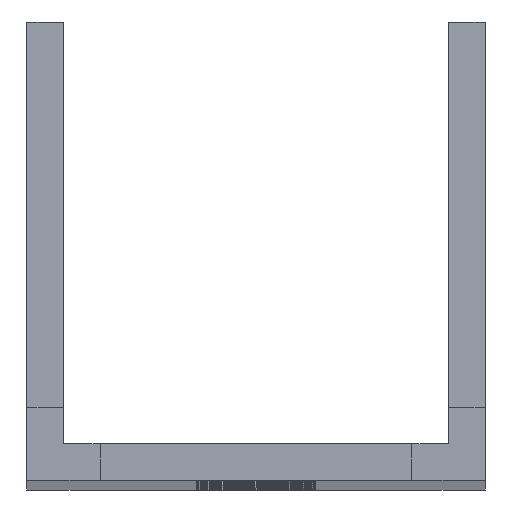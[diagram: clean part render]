
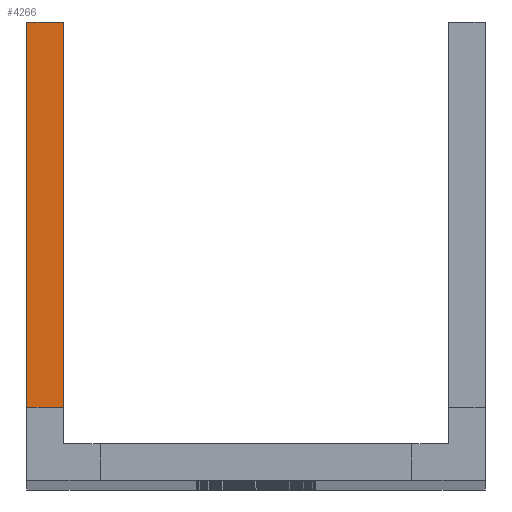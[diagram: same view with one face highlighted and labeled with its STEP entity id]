
A CAD part, top view. The second image highlights one B-rep face of the part: STEP entity #4266.
In plain terms, the highlighted planar face has unit normal (0, 0, 1).
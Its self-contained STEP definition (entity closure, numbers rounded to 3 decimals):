
#501=FACE_OUTER_BOUND('',#774,.T.);
#774=EDGE_LOOP('',(#3482,#3483,#3484,#3485));
#975=LINE('',#6318,#1383);
#1010=LINE('',#6447,#1418);
#1015=LINE('',#6456,#1423);
#1196=LINE('',#6938,#1604);
#1383=VECTOR('',#5045,10.);
#1418=VECTOR('',#5142,10.);
#1423=VECTOR('',#5149,10.);
#1604=VECTOR('',#5692,10.);
#1877=VERTEX_POINT('',#6315);
#1878=VERTEX_POINT('',#6317);
#1941=VERTEX_POINT('',#6445);
#1944=VERTEX_POINT('',#6454);
#2273=EDGE_CURVE('',#1878,#1877,#975,.T.);
#2338=EDGE_CURVE('',#1877,#1941,#1010,.T.);
#2343=EDGE_CURVE('',#1941,#1944,#1015,.T.);
#2584=EDGE_CURVE('',#1944,#1878,#1196,.T.);
#3482=ORIENTED_EDGE('',*,*,#2338,.T.);
#3483=ORIENTED_EDGE('',*,*,#2343,.T.);
#3484=ORIENTED_EDGE('',*,*,#2584,.T.);
#3485=ORIENTED_EDGE('',*,*,#2273,.T.);
#3899=PLANE('',#4667);
#4266=ADVANCED_FACE('',(#501),#3899,.T.);
#4667=AXIS2_PLACEMENT_3D('',#6937,#5690,#5691);
#5045=DIRECTION('',(0.,-1.,0.));
#5142=DIRECTION('',(1.,0.,0.));
#5149=DIRECTION('',(0.,1.,0.));
#5690=DIRECTION('center_axis',(0.,0.,1.));
#5691=DIRECTION('ref_axis',(1.,0.,0.));
#5692=DIRECTION('',(-1.,0.,0.));
#6315=CARTESIAN_POINT('',(-50.,8.,0.));
#6317=CARTESIAN_POINT('',(-50.,50.,0.));
#6318=CARTESIAN_POINT('',(-50.,-1.048,0.));
#6445=CARTESIAN_POINT('',(-46.,8.,0.));
#6447=CARTESIAN_POINT('',(-46.88,8.,0.));
#6454=CARTESIAN_POINT('',(-46.,50.,0.));
#6456=CARTESIAN_POINT('',(-46.,-1.048,0.));
#6937=CARTESIAN_POINT('Origin',(-50.,8.,0.));
#6938=CARTESIAN_POINT('',(-46.,50.,0.));
